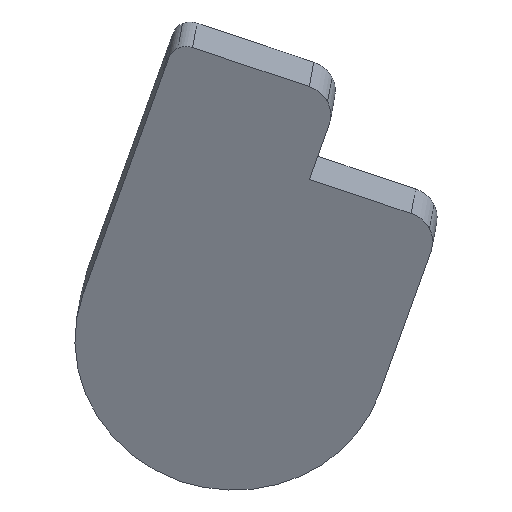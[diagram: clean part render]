
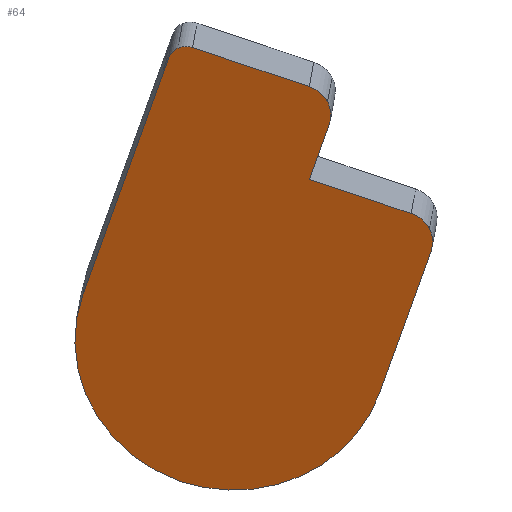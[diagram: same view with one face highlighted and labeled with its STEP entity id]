
A CAD part, left-side view. The second image highlights one B-rep face of the part: STEP entity #64.
In plain terms, the highlighted planar face has unit normal (-0.924, 0.068, -0.376).
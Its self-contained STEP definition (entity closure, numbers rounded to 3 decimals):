
#64=ADVANCED_FACE('',(#101),#102,.F.);
#101=FACE_OUTER_BOUND('',#148,.T.);
#102=PLANE('',#149);
#148=EDGE_LOOP('',(#262,#263,#264,#265,#266,#267,#268,#269,#270,#271,#272,#273,#274,#275));
#149=AXIS2_PLACEMENT_3D('',#276,#277,#278);
#262=ORIENTED_EDGE('',*,*,#365,.F.);
#263=ORIENTED_EDGE('',*,*,#394,.T.);
#264=ORIENTED_EDGE('',*,*,#380,.F.);
#265=ORIENTED_EDGE('',*,*,#384,.F.);
#266=ORIENTED_EDGE('',*,*,#369,.F.);
#267=ORIENTED_EDGE('',*,*,#386,.F.);
#268=ORIENTED_EDGE('',*,*,#371,.F.);
#269=ORIENTED_EDGE('',*,*,#376,.F.);
#270=ORIENTED_EDGE('',*,*,#378,.F.);
#271=ORIENTED_EDGE('',*,*,#395,.F.);
#272=ORIENTED_EDGE('',*,*,#359,.F.);
#273=ORIENTED_EDGE('',*,*,#396,.F.);
#274=ORIENTED_EDGE('',*,*,#391,.F.);
#275=ORIENTED_EDGE('',*,*,#388,.F.);
#276=CARTESIAN_POINT('',(74.279,75.665,5.316));
#277=DIRECTION('',(0.924,-0.068,0.376));
#278=DIRECTION('',(0.377,0.316,-0.871));
#359=EDGE_CURVE('',#424,#427,#428,.T.);
#365=EDGE_CURVE('',#437,#433,#439,.T.);
#369=EDGE_CURVE('',#445,#441,#447,.T.);
#371=EDGE_CURVE('',#448,#451,#452,.T.);
#376=EDGE_CURVE('',#458,#448,#460,.T.);
#378=EDGE_CURVE('',#462,#458,#464,.T.);
#380=EDGE_CURVE('',#466,#467,#468,.T.);
#384=EDGE_CURVE('',#441,#466,#474,.T.);
#386=EDGE_CURVE('',#451,#445,#476,.F.);
#388=EDGE_CURVE('',#433,#478,#479,.T.);
#391=EDGE_CURVE('',#478,#483,#484,.T.);
#394=EDGE_CURVE('',#437,#467,#488,.T.);
#395=EDGE_CURVE('',#427,#462,#489,.T.);
#396=EDGE_CURVE('',#483,#424,#490,.T.);
#424=VERTEX_POINT('',#522);
#427=VERTEX_POINT('',#526);
#428=CIRCLE('',#527,5.0);
#433=VERTEX_POINT('',#533);
#437=VERTEX_POINT('',#538);
#439=CIRCLE('',#541,3.0);
#441=VERTEX_POINT('',#543);
#445=VERTEX_POINT('',#548);
#447=CIRCLE('',#551,25.0);
#448=VERTEX_POINT('',#552);
#451=VERTEX_POINT('',#556);
#452=CIRCLE('',#557,5.0);
#458=VERTEX_POINT('',#564);
#460=CIRCLE('',#567,5.0);
#462=VERTEX_POINT('',#569);
#464=LINE('',#572,#573);
#466=VERTEX_POINT('',#576);
#467=VERTEX_POINT('',#577);
#468=CIRCLE('',#578,25.0);
#474=CIRCLE('',#586,25.0);
#476=LINE('',#588,#589);
#478=VERTEX_POINT('',#592);
#479=CIRCLE('',#593,3.0);
#483=VERTEX_POINT('',#598);
#484=LINE('',#599,#600);
#488=LINE('',#606,#607);
#489=LINE('',#608,#609);
#490=CIRCLE('',#610,5.0);
#522=CARTESIAN_POINT('',(61.537,63.725,34.501));
#526=CARTESIAN_POINT('',(62.957,63.455,30.958));
#527=AXIS2_PLACEMENT_3D('',#643,#644,#645);
#533=CARTESIAN_POINT('',(59.827,87.351,42.993));
#538=CARTESIAN_POINT('',(60.575,88.852,41.425));
#541=AXIS2_PLACEMENT_3D('',#655,#656,#657);
#543=CARTESIAN_POINT('',(85.919,68.044,-24.706));
#548=CARTESIAN_POINT('',(79.686,55.536,-11.637));
#551=AXIS2_PLACEMENT_3D('',#663,#664,#665);
#552=CARTESIAN_POINT('',(68.497,47.635,14.459));
#556=CARTESIAN_POINT('',(69.917,47.365,10.916));
#557=AXIS2_PLACEMENT_3D('',#667,#668,#669);
#564=CARTESIAN_POINT('',(67.736,50.52,16.856));
#567=AXIS2_PLACEMENT_3D('',#678,#679,#680);
#569=CARTESIAN_POINT('',(66.729,66.61,22.25));
#572=CARTESIAN_POINT('',(66.566,69.213,23.123));
#573=VECTOR('',#682,1.0);
#576=CARTESIAN_POINT('',(87.634,87.086,-25.473));
#577=CARTESIAN_POINT('',(76.756,102.388,4.065));
#578=AXIS2_PLACEMENT_3D('',#684,#685,#686);
#586=AXIS2_PLACEMENT_3D('',#692,#693,#694);
#588=CARTESIAN_POINT('',(75.744,52.239,-2.537));
#589=VECTOR('',#698,1.0);
#592=CARTESIAN_POINT('',(59.621,85.066,43.085));
#593=AXIS2_PLACEMENT_3D('',#700,#701,#702);
#598=CARTESIAN_POINT('',(60.776,66.61,36.898));
#599=CARTESIAN_POINT('',(60.909,64.48,36.184));
#600=VECTOR('',#707,1.0);
#606=CARTESIAN_POINT('',(72.813,99.09,13.169));
#607=VECTOR('',#710,1.0);
#608=CARTESIAN_POINT('',(74.442,73.062,4.443));
#609=VECTOR('',#711,1.0);
#610=AXIS2_PLACEMENT_3D('',#712,#713,#714);
#643=CARTESIAN_POINT('',(62.661,68.187,32.544));
#644=DIRECTION('',(0.924,-0.068,0.376));
#645=DIRECTION('',(-0.225,-0.892,0.391));
#655=CARTESIAN_POINT('',(60.752,86.012,40.473));
#656=DIRECTION('',(0.924,-0.068,0.376));
#657=DIRECTION('',(-0.309,0.446,0.84));
#663=CARTESIAN_POINT('',(78.205,79.198,-3.704));
#664=DIRECTION('',(0.924,-0.068,0.376));
#665=DIRECTION('',(0.309,-0.446,-0.84));
#667=CARTESIAN_POINT('',(69.621,52.097,12.502));
#668=DIRECTION('',(0.924,-0.068,0.376));
#669=DIRECTION('',(-0.225,-0.892,0.391));
#678=CARTESIAN_POINT('',(69.621,52.097,12.502));
#679=DIRECTION('',(0.924,-0.068,0.376));
#680=DIRECTION('',(-0.225,-0.892,0.391));
#682=DIRECTION('',(0.059,-0.946,-0.317));
#684=CARTESIAN_POINT('',(78.237,78.727,-3.867));
#685=DIRECTION('',(0.924,-0.068,0.376));
#686=DIRECTION('',(0.376,0.334,-0.864));
#692=CARTESIAN_POINT('',(78.205,79.198,-3.704));
#693=DIRECTION('',(0.924,-0.068,0.376));
#694=DIRECTION('',(0.309,-0.446,-0.84));
#698=DIRECTION('',(-0.377,-0.316,0.871));
#700=CARTESIAN_POINT('',(60.752,86.012,40.473));
#701=DIRECTION('',(0.924,-0.068,0.376));
#702=DIRECTION('',(-0.309,0.446,0.84));
#707=DIRECTION('',(0.059,-0.946,-0.317));
#710=DIRECTION('',(0.377,0.316,-0.871));
#711=DIRECTION('',(0.377,0.316,-0.871));
#712=CARTESIAN_POINT('',(62.661,68.187,32.544));
#713=DIRECTION('',(0.924,-0.068,0.376));
#714=DIRECTION('',(-0.225,-0.892,0.391));
